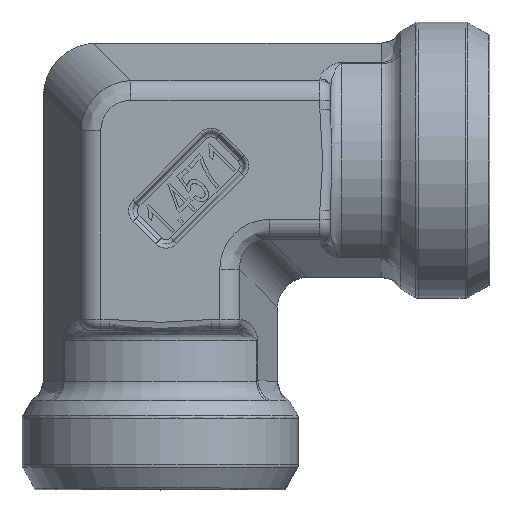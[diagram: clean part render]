
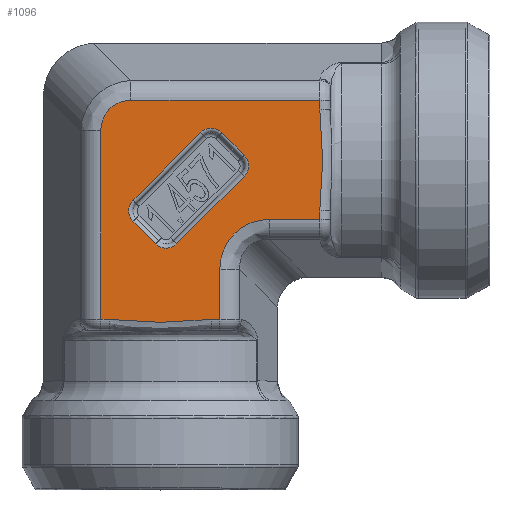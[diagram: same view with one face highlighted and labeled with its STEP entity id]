
A CAD part, top view. The second image highlights one B-rep face of the part: STEP entity #1096.
In plain terms, the highlighted planar face has unit normal (0, 0, 1).
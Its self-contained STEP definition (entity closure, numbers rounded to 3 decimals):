
#232=ELLIPSE('',#4771,3.374,3.);
#233=ELLIPSE('',#4772,5.623,5.);
#254=PLANE('',#4773);
#368=FACE_BOUND('',#1677,.T.);
#369=FACE_BOUND('',#1678,.T.);
#516=LINE('',#6766,#838);
#517=LINE('',#6771,#839);
#518=LINE('',#6775,#840);
#519=LINE('',#6779,#841);
#520=LINE('',#6794,#842);
#521=LINE('',#6796,#843);
#522=LINE('',#6800,#844);
#523=LINE('',#6802,#845);
#524=LINE('',#6815,#846);
#525=LINE('',#6817,#847);
#526=LINE('',#6821,#848);
#527=LINE('',#6823,#849);
#838=VECTOR('',#5334,1.);
#839=VECTOR('',#5337,1.);
#840=VECTOR('',#5340,1.);
#841=VECTOR('',#5343,1.);
#842=VECTOR('',#5346,1.);
#843=VECTOR('',#5347,1.);
#844=VECTOR('',#5350,1.);
#845=VECTOR('',#5351,1.);
#846=VECTOR('',#5352,1.);
#847=VECTOR('',#5353,1.);
#848=VECTOR('',#5356,1.);
#849=VECTOR('',#5357,1.);
#1096=ADVANCED_FACE('',(#368,#369),#254,.T.);
#1677=EDGE_LOOP('',(#2254,#2255,#2256,#2257,#2258,#2259,#2260,#2261));
#1678=EDGE_LOOP('',(#2262,#2263,#2264,#2265,#2266,#2267,#2268,#2269,#2270,
#2271,#2272,#2273));
#1990=B_SPLINE_CURVE_WITH_KNOTS('',3,(#6782,#6783,#6784,#6785,#6786,#6787,
#6788,#6789,#6790,#6791),.UNSPECIFIED.,.F.,.F.,(4,2,2,2,4),(0.,0.25,0.5,
0.75,1.),.UNSPECIFIED.);
#1991=B_SPLINE_CURVE_WITH_KNOTS('',3,(#6804,#6805,#6806,#6807,#6808,#6809,
#6810,#6811,#6812,#6813),.UNSPECIFIED.,.F.,.F.,(4,2,2,2,4),(0.,0.25,0.5,
0.75,1.),.UNSPECIFIED.);
#2254=ORIENTED_EDGE('',*,*,#4008,.T.);
#2255=ORIENTED_EDGE('',*,*,#4009,.T.);
#2256=ORIENTED_EDGE('',*,*,#4010,.T.);
#2257=ORIENTED_EDGE('',*,*,#4011,.T.);
#2258=ORIENTED_EDGE('',*,*,#4012,.T.);
#2259=ORIENTED_EDGE('',*,*,#4013,.T.);
#2260=ORIENTED_EDGE('',*,*,#4014,.T.);
#2261=ORIENTED_EDGE('',*,*,#4015,.T.);
#2262=ORIENTED_EDGE('',*,*,#4016,.T.);
#2263=ORIENTED_EDGE('',*,*,#4017,.T.);
#2264=ORIENTED_EDGE('',*,*,#4018,.T.);
#2265=ORIENTED_EDGE('',*,*,#4019,.F.);
#2266=ORIENTED_EDGE('',*,*,#4020,.F.);
#2267=ORIENTED_EDGE('',*,*,#4021,.T.);
#2268=ORIENTED_EDGE('',*,*,#4022,.T.);
#2269=ORIENTED_EDGE('',*,*,#4023,.T.);
#2270=ORIENTED_EDGE('',*,*,#4024,.T.);
#2271=ORIENTED_EDGE('',*,*,#4025,.T.);
#2272=ORIENTED_EDGE('',*,*,#4026,.T.);
#2273=ORIENTED_EDGE('',*,*,#4027,.T.);
#3582=VERTEX_POINT('',#6767);
#3583=VERTEX_POINT('',#6768);
#3584=VERTEX_POINT('',#6770);
#3585=VERTEX_POINT('',#6772);
#3586=VERTEX_POINT('',#6774);
#3587=VERTEX_POINT('',#6776);
#3588=VERTEX_POINT('',#6778);
#3589=VERTEX_POINT('',#6780);
#3590=VERTEX_POINT('',#6792);
#3591=VERTEX_POINT('',#6793);
#3592=VERTEX_POINT('',#6795);
#3593=VERTEX_POINT('',#6797);
#3594=VERTEX_POINT('',#6799);
#3595=VERTEX_POINT('',#6801);
#3596=VERTEX_POINT('',#6803);
#3597=VERTEX_POINT('',#6814);
#3598=VERTEX_POINT('',#6816);
#3599=VERTEX_POINT('',#6818);
#3600=VERTEX_POINT('',#6820);
#3601=VERTEX_POINT('',#6822);
#4008=EDGE_CURVE('',#3582,#3583,#516,.T.);
#4009=EDGE_CURVE('',#3583,#3584,#4561,.T.);
#4010=EDGE_CURVE('',#3584,#3585,#517,.T.);
#4011=EDGE_CURVE('',#3585,#3586,#4562,.T.);
#4012=EDGE_CURVE('',#3586,#3587,#518,.T.);
#4013=EDGE_CURVE('',#3587,#3588,#4563,.T.);
#4014=EDGE_CURVE('',#3588,#3589,#519,.T.);
#4015=EDGE_CURVE('',#3589,#3582,#4564,.T.);
#4016=EDGE_CURVE('',#3590,#3591,#1990,.T.);
#4017=EDGE_CURVE('',#3591,#3592,#520,.T.);
#4018=EDGE_CURVE('',#3592,#3593,#521,.T.);
#4019=EDGE_CURVE('',#3594,#3593,#232,.T.);
#4020=EDGE_CURVE('',#3595,#3594,#522,.T.);
#4021=EDGE_CURVE('',#3595,#3596,#523,.T.);
#4022=EDGE_CURVE('',#3596,#3597,#1991,.T.);
#4023=EDGE_CURVE('',#3597,#3598,#524,.T.);
#4024=EDGE_CURVE('',#3598,#3599,#525,.T.);
#4025=EDGE_CURVE('',#3599,#3600,#233,.T.);
#4026=EDGE_CURVE('',#3600,#3601,#526,.T.);
#4027=EDGE_CURVE('',#3601,#3590,#527,.T.);
#4561=CIRCLE('',#4767,1.4);
#4562=CIRCLE('',#4768,1.4);
#4563=CIRCLE('',#4769,1.4);
#4564=CIRCLE('',#4770,1.4);
#4767=AXIS2_PLACEMENT_3D('',#6769,#5335,#5336);
#4768=AXIS2_PLACEMENT_3D('',#6773,#5338,#5339);
#4769=AXIS2_PLACEMENT_3D('',#6777,#5341,#5342);
#4770=AXIS2_PLACEMENT_3D('',#6781,#5344,#5345);
#4771=AXIS2_PLACEMENT_3D('',#6798,#5348,#5349);
#4772=AXIS2_PLACEMENT_3D('',#6819,#5354,#5355);
#4773=AXIS2_PLACEMENT_3D('',#6824,#5358,#5359);
#5334=DIRECTION('',(-0.707,-0.707,0.));
#5335=DIRECTION('',(0.,0.,-1.));
#5336=DIRECTION('',(1.,0.,0.));
#5337=DIRECTION('',(-0.707,0.707,0.));
#5338=DIRECTION('',(0.,0.,-1.));
#5339=DIRECTION('',(1.,0.,0.));
#5340=DIRECTION('',(0.707,0.707,0.));
#5341=DIRECTION('',(0.,0.,-1.));
#5342=DIRECTION('',(1.,0.,0.));
#5343=DIRECTION('',(0.707,-0.707,0.));
#5344=DIRECTION('',(0.,0.,-1.));
#5345=DIRECTION('',(1.,0.,0.));
#5346=DIRECTION('',(0.,1.,0.));
#5347=DIRECTION('',(-1.,0.,0.));
#5348=DIRECTION('',(0.,0.,-1.));
#5349=DIRECTION('',(-0.707,0.707,0.));
#5350=DIRECTION('',(0.,1.,0.));
#5351=DIRECTION('',(1.,0.,0.));
#5352=DIRECTION('',(1.,0.,0.));
#5353=DIRECTION('',(0.,1.,0.));
#5354=DIRECTION('',(0.,0.,-1.));
#5355=DIRECTION('',(0.707,-0.707,0.));
#5356=DIRECTION('',(1.,0.,0.));
#5357=DIRECTION('',(0.,1.,0.));
#5358=DIRECTION('',(0.,0.,1.));
#5359=DIRECTION('',(-1.,0.,0.));
#6766=CARTESIAN_POINT('',(0.822,-8.6,12.));
#6767=CARTESIAN_POINT('',(7.893,-1.529,12.));
#6768=CARTESIAN_POINT('',(1.529,-7.893,12.));
#6769=CARTESIAN_POINT('',(0.539,-6.903,12.));
#6770=CARTESIAN_POINT('',(-0.451,-7.893,12.));
#6771=CARTESIAN_POINT('',(-3.279,-5.065,12.));
#6772=CARTESIAN_POINT('',(-2.572,-5.772,12.));
#6773=CARTESIAN_POINT('',(-1.582,-4.782,12.));
#6774=CARTESIAN_POINT('',(-2.572,-3.792,12.));
#6775=CARTESIAN_POINT('',(4.499,3.279,12.));
#6776=CARTESIAN_POINT('',(3.792,2.572,12.));
#6777=CARTESIAN_POINT('',(4.782,1.582,12.));
#6778=CARTESIAN_POINT('',(5.772,2.572,12.));
#6779=CARTESIAN_POINT('',(8.6,-0.256,12.));
#6780=CARTESIAN_POINT('',(7.893,0.451,12.));
#6781=CARTESIAN_POINT('',(6.903,-0.539,12.));
#6782=CARTESIAN_POINT('',(15.,-4.796,12.));
#6783=CARTESIAN_POINT('',(15.,-3.996,12.));
#6784=CARTESIAN_POINT('',(15.074,-3.199,12.));
#6785=CARTESIAN_POINT('',(15.21,-1.605,12.));
#6786=CARTESIAN_POINT('',(15.268,-0.807,12.));
#6787=CARTESIAN_POINT('',(15.268,0.793,12.));
#6788=CARTESIAN_POINT('',(15.211,1.595,12.));
#6789=CARTESIAN_POINT('',(15.075,3.193,12.));
#6790=CARTESIAN_POINT('',(15.,3.992,12.));
#6791=CARTESIAN_POINT('',(15.,4.796,12.));
#6792=CARTESIAN_POINT('',(15.,-4.796,12.));
#6793=CARTESIAN_POINT('',(15.,4.796,12.));
#6794=CARTESIAN_POINT('',(15.,5.596,12.));
#6795=CARTESIAN_POINT('',(15.,5.596,12.));
#6796=CARTESIAN_POINT('',(4.502,5.596,12.));
#6797=CARTESIAN_POINT('',(-2.777,5.596,12.));
#6798=CARTESIAN_POINT('',(-2.403,2.403,12.));
#6799=CARTESIAN_POINT('',(-5.596,2.777,12.));
#6800=CARTESIAN_POINT('',(-5.596,6.996,12.));
#6801=CARTESIAN_POINT('',(-5.596,-15.,12.));
#6802=CARTESIAN_POINT('',(4.502,-15.,12.));
#6803=CARTESIAN_POINT('',(-4.796,-15.,12.));
#6804=CARTESIAN_POINT('',(-4.796,-15.,12.));
#6805=CARTESIAN_POINT('',(-3.992,-15.,12.));
#6806=CARTESIAN_POINT('',(-3.193,-15.075,12.));
#6807=CARTESIAN_POINT('',(-1.595,-15.211,12.));
#6808=CARTESIAN_POINT('',(-0.793,-15.268,12.));
#6809=CARTESIAN_POINT('',(0.807,-15.268,12.));
#6810=CARTESIAN_POINT('',(1.605,-15.21,12.));
#6811=CARTESIAN_POINT('',(3.199,-15.074,12.));
#6812=CARTESIAN_POINT('',(3.996,-15.,12.));
#6813=CARTESIAN_POINT('',(4.796,-15.,12.));
#6814=CARTESIAN_POINT('',(4.796,-15.,12.));
#6815=CARTESIAN_POINT('',(4.502,-15.,12.));
#6816=CARTESIAN_POINT('',(5.596,-15.,12.));
#6817=CARTESIAN_POINT('',(5.596,6.996,12.));
#6818=CARTESIAN_POINT('',(5.596,-10.294,12.));
#6819=CARTESIAN_POINT('',(10.917,-10.917,12.));
#6820=CARTESIAN_POINT('',(10.294,-5.596,12.));
#6821=CARTESIAN_POINT('',(4.502,-5.596,12.));
#6822=CARTESIAN_POINT('',(15.,-5.596,12.));
#6823=CARTESIAN_POINT('',(15.,0.,12.));
#6824=CARTESIAN_POINT('',(4.502,6.996,12.));
